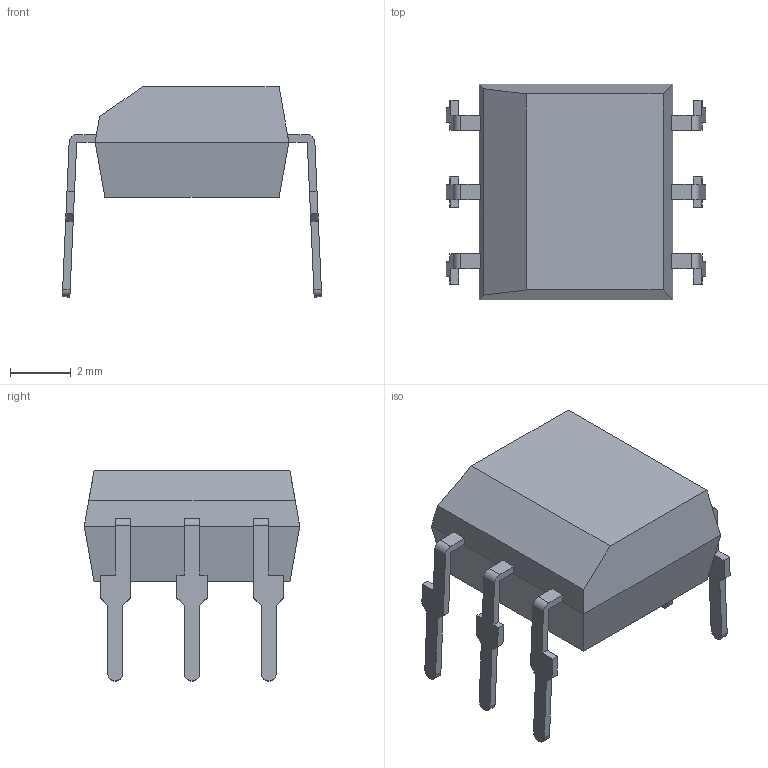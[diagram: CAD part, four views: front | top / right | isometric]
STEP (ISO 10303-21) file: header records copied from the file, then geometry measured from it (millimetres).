
FILE_DESCRIPTION(('STEP AP214'),'1');
FILE_NAME('DIP6.stp','2019-01-21T22:37:27',(' '),(' '),'Spatial InterOp 3D',' ',' ');
FILE_SCHEMA(('AUTOMOTIVE_DESIGN { 1 0 10303 214 1 1 1 1 }'));
Length unit declared in the file: metre
Products named in the file (8): DIP6; Component1; Component2; Component3; Component4; Component5; Component6; Component7
Assembly tree (7 placements, depth 2):
  DIP6
    Component1
    Component2
    Component3
    Component4
    Component5
    Component6
    Component7
Bounding box: 8.57 x 7.12 x 6.95 mm (x, y, z)
Volume: 152 mm3; surface area: 226.3 mm2
Topology: 7 solids, 7 shells, 111 faces, 287 edges, 190 vertices
Faces by surface type: plane 93, cylinder 18
Entity records: 4460 total; most frequent: CARTESIAN_POINT 596, ORIENTED_EDGE 574, DIRECTION 561, EDGE_CURVE 287, LINE 251, VECTOR 251, VERTEX_POINT 190, AXIS2_PLACEMENT_3D 155
